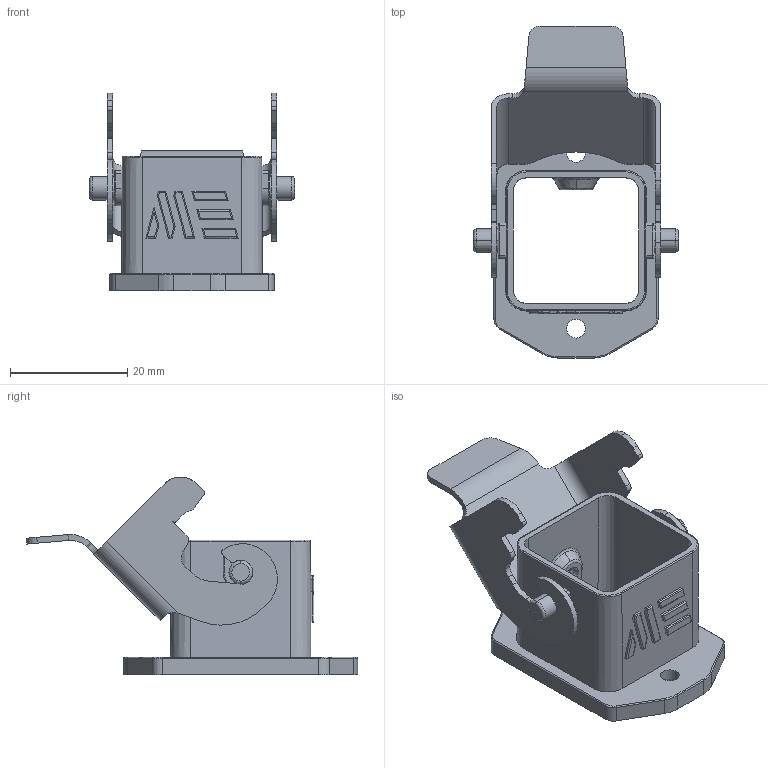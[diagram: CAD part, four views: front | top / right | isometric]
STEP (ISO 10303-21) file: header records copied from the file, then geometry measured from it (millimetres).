
FILE_DESCRIPTION (( 'STEP AP203' ), '1' );
FILE_NAME ('29013S.step', '2025-02-12T17:31:39', ( '' ), ( '' ), 'SwSTEP 2.0', 'SolidWorks 2024', '' );
FILE_SCHEMA (( 'CONFIG_CONTROL_DESIGN' ));
Length unit declared in the file: inch
Products named in the file (1): 29013S
Bounding box: 35 x 56.62 x 33.73 mm (x, y, z)
Volume: 5269.6 mm3; surface area: 8326.8 mm2
Topology: 1 solids, 1 shells, 285 faces, 715 edges, 444 vertices
Faces by surface type: cylinder 130, plane 110, bspline 33, cone 12
Entity records: 9758 total; most frequent: CARTESIAN_POINT 3010, ORIENTED_EDGE 1430, DIRECTION 1344, EDGE_CURVE 715, AXIS2_PLACEMENT_3D 467, VERTEX_POINT 444, VECTOR 410, LINE 410
